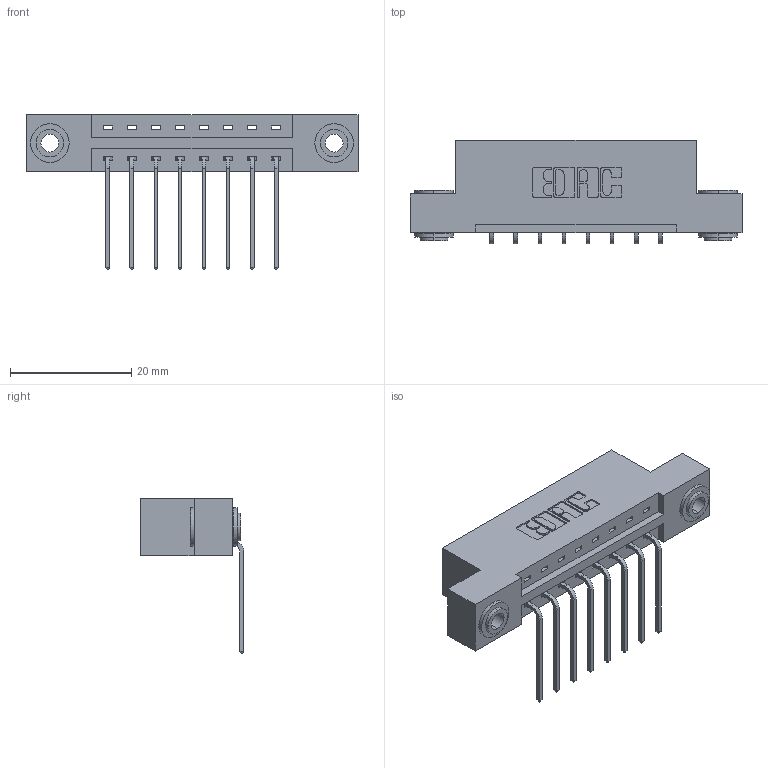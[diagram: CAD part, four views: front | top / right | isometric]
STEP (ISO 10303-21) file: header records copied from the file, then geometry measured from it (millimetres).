
FILE_DESCRIPTION (( 'STEP AP203' ), '1' );
FILE_NAME ('337-008-559-103.STEP', '2018-08-03T21:54:11', ( '' ), ( '' ), 'SwSTEP 2.0', 'SolidWorks 2016', '' );
FILE_SCHEMA (( 'CONFIG_CONTROL_DESIGN' ));
Length unit declared in the file: inch
Products named in the file (4): 345-292-001_558 559 Tail - 1; 345-250-002_345-250-002-102; 337-008-559-103; 337 Part_Flush Mounting Lugs - 0.156 Dia-TH
Assembly tree (11 placements, depth 2):
  337-008-559-103
    337 Part_Flush Mounting Lugs - 0.156 Dia-TH
    345-292-001_558 559 Tail - 1  x8
    345-250-002_345-250-002-102  x2
Bounding box: 54.71 x 17.09 x 25.53 mm (x, y, z)
Volume: 5306.9 mm3; surface area: 5691.7 mm2
Topology: 11 solids, 11 shells, 664 faces, 1939 edges, 1278 vertices
Faces by surface type: plane 464, cylinder 192, cone 8
Entity records: 11078 total; most frequent: CARTESIAN_POINT 1905, ORIENTED_EDGE 1842, DIRECTION 1707, EDGE_CURVE 921, VECTOR 769, LINE 769, VERTEX_POINT 610, AXIS2_PLACEMENT_3D 469
